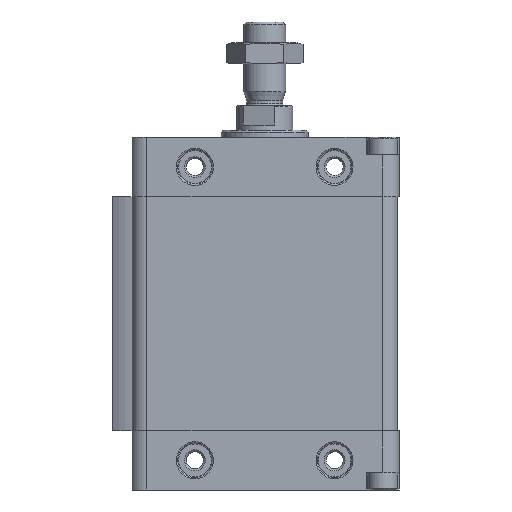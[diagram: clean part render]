
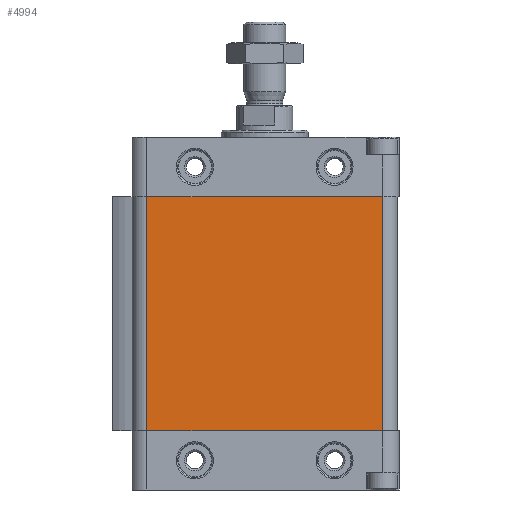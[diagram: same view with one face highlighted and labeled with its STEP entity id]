
A CAD part, left-side view. The second image highlights one B-rep face of the part: STEP entity #4994.
In plain terms, the highlighted planar face has unit normal (-1, 0, 0).
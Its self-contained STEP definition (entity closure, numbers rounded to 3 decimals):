
#810=ORIENTED_EDGE('',*,*,#2125,.F.);
#811=ORIENTED_EDGE('',*,*,#2139,.F.);
#812=ORIENTED_EDGE('',*,*,#2140,.T.);
#813=ORIENTED_EDGE('',*,*,#2141,.T.);
#2125=EDGE_CURVE('',#2776,#2777,#3198,.T.);
#2139=EDGE_CURVE('',#2788,#2776,#3205,.T.);
#2140=EDGE_CURVE('',#2788,#2789,#3206,.T.);
#2141=EDGE_CURVE('',#2789,#2777,#3207,.T.);
#2776=VERTEX_POINT('',#8067);
#2777=VERTEX_POINT('',#8069);
#2788=VERTEX_POINT('',#8096);
#2789=VERTEX_POINT('',#8098);
#3198=LINE('',#8068,#3540);
#3205=LINE('',#8095,#3547);
#3206=LINE('',#8097,#3548);
#3207=LINE('',#8099,#3549);
#3540=VECTOR('',#6311,1000.);
#3547=VECTOR('',#6336,1000.);
#3548=VECTOR('',#6337,1000.);
#3549=VECTOR('',#6338,1000.);
#3879=EDGE_LOOP('',(#810,#811,#812,#813));
#4369=FACE_BOUND('',#3879,.T.);
#4801=PLANE('',#5470);
#4994=ADVANCED_FACE('',(#4369),#4801,.T.);
#5470=AXIS2_PLACEMENT_3D('',#8094,#6334,#6335);
#6311=DIRECTION('',(0.,-1.,0.));
#6334=DIRECTION('',(-1.,0.,0.));
#6335=DIRECTION('',(0.,0.,1.));
#6336=DIRECTION('',(0.,0.,1.));
#6337=DIRECTION('',(0.,-1.,0.));
#6338=DIRECTION('',(0.,0.,1.));
#8067=CARTESIAN_POINT('',(-14.5,33.75,-17.));
#8068=CARTESIAN_POINT('',(-14.5,33.75,-17.));
#8069=CARTESIAN_POINT('',(-14.5,-33.75,-17.));
#8094=CARTESIAN_POINT('',(-14.5,33.75,-84.));
#8095=CARTESIAN_POINT('',(-14.5,33.75,-84.));
#8096=CARTESIAN_POINT('',(-14.5,33.75,-84.));
#8097=CARTESIAN_POINT('',(-14.5,33.75,-84.));
#8098=CARTESIAN_POINT('',(-14.5,-33.75,-84.));
#8099=CARTESIAN_POINT('',(-14.5,-33.75,-84.));
